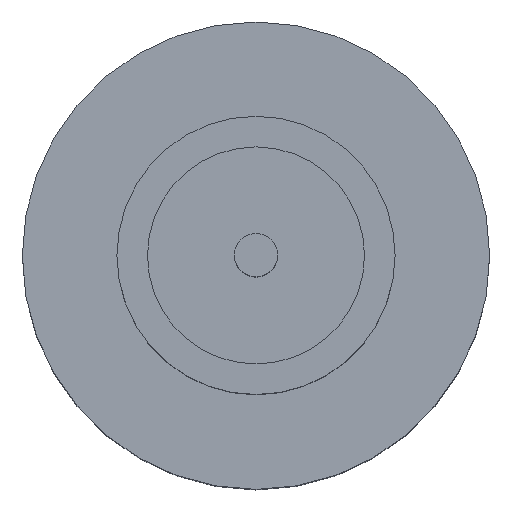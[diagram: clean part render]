
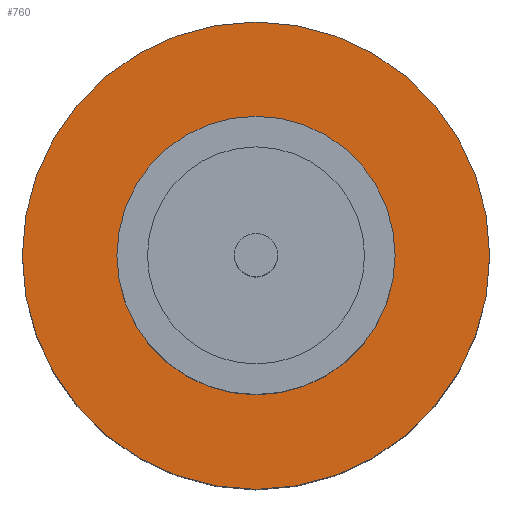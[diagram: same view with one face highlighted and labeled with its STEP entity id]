
A CAD part, top view. The second image highlights one B-rep face of the part: STEP entity #760.
In plain terms, the highlighted planar face has unit normal (0, 0, 1).
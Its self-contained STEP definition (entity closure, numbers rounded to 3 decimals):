
#1 = DIRECTION ( 'NONE',  ( 0., 0., 1. ) ) ;
#2 = CARTESIAN_POINT ( 'NONE',  ( 0., 0., 1.55 ) ) ;
#7 = AXIS2_PLACEMENT_3D ( 'NONE', #801, #711, #877 ) ;
#50 = VERTEX_POINT ( 'NONE', #316 ) ;
#67 = DIRECTION ( 'NONE',  ( 1., 0., 0. ) ) ;
#117 = ORIENTED_EDGE ( 'NONE', *, *, #446, .T. ) ;
#180 = FACE_OUTER_BOUND ( 'NONE', #735, .T. ) ;
#210 = DIRECTION ( 'NONE',  ( 1., 0., 0. ) ) ;
#212 = DIRECTION ( 'NONE',  ( 0., 0., 1. ) ) ;
#217 = DIRECTION ( 'NONE',  ( 0., 0., 1. ) ) ;
#242 = VERTEX_POINT ( 'NONE', #385 ) ;
#248 = AXIS2_PLACEMENT_3D ( 'NONE', #363, #719, #67 ) ;
#316 = CARTESIAN_POINT ( 'NONE',  ( -1.25, 0., 1.55 ) ) ;
#318 = AXIS2_PLACEMENT_3D ( 'NONE', #809, #212, #210 ) ;
#338 = CIRCLE ( 'NONE', #7, 2.1 ) ;
#363 = CARTESIAN_POINT ( 'NONE',  ( 0., 0., 1.55 ) ) ;
#364 = AXIS2_PLACEMENT_3D ( 'NONE', #584, #1, #502 ) ;
#365 = DIRECTION ( 'NONE',  ( 1., 0., 0. ) ) ;
#375 = AXIS2_PLACEMENT_3D ( 'NONE', #2, #217, #365 ) ;
#385 = CARTESIAN_POINT ( 'NONE',  ( 1.25, 0., 1.55 ) ) ;
#410 = ORIENTED_EDGE ( 'NONE', *, *, #804, .T. ) ;
#446 = EDGE_CURVE ( 'NONE', #937, #478, #338, .T. ) ;
#478 = VERTEX_POINT ( 'NONE', #798 ) ;
#502 = DIRECTION ( 'NONE',  ( 1., 0., 0. ) ) ;
#509 = CARTESIAN_POINT ( 'NONE',  ( 2.1, 0., 1.55 ) ) ;
#515 = CIRCLE ( 'NONE', #375, 1.25 ) ;
#524 = ORIENTED_EDGE ( 'NONE', *, *, #714, .F. ) ;
#584 = CARTESIAN_POINT ( 'NONE',  ( 0., 0., 1.55 ) ) ;
#589 = CIRCLE ( 'NONE', #318, 1.25 ) ;
#596 = EDGE_LOOP ( 'NONE', ( #616, #524 ) ) ;
#616 = ORIENTED_EDGE ( 'NONE', *, *, #766, .F. ) ;
#711 = DIRECTION ( 'NONE',  ( 0., 0., 1. ) ) ;
#714 = EDGE_CURVE ( 'NONE', #50, #242, #589, .T. ) ;
#719 = DIRECTION ( 'NONE',  ( 0., 0., 1. ) ) ;
#735 = EDGE_LOOP ( 'NONE', ( #410, #117 ) ) ;
#760 = ADVANCED_FACE ( 'NONE', ( #790, #180 ), #949, .T. ) ;
#766 = EDGE_CURVE ( 'NONE', #242, #50, #515, .T. ) ;
#790 = FACE_BOUND ( 'NONE', #596, .T. ) ;
#798 = CARTESIAN_POINT ( 'NONE',  ( -2.1, 0., 1.55 ) ) ;
#801 = CARTESIAN_POINT ( 'NONE',  ( 0., 0., 1.55 ) ) ;
#804 = EDGE_CURVE ( 'NONE', #478, #937, #919, .T. ) ;
#809 = CARTESIAN_POINT ( 'NONE',  ( 0., 0., 1.55 ) ) ;
#877 = DIRECTION ( 'NONE',  ( 1., 0., 0. ) ) ;
#919 = CIRCLE ( 'NONE', #248, 2.1 ) ;
#937 = VERTEX_POINT ( 'NONE', #509 ) ;
#949 = PLANE ( 'NONE',  #364 ) ;
